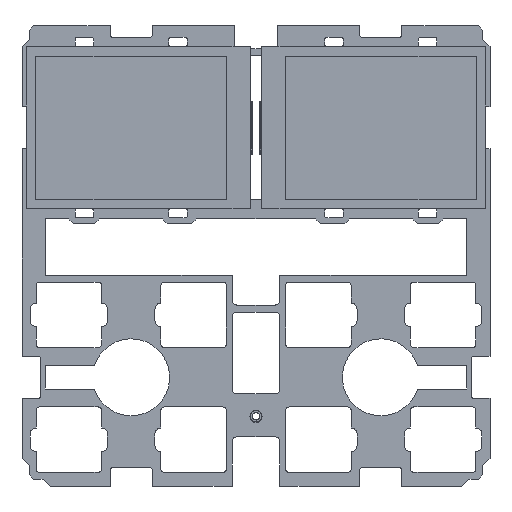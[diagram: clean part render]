
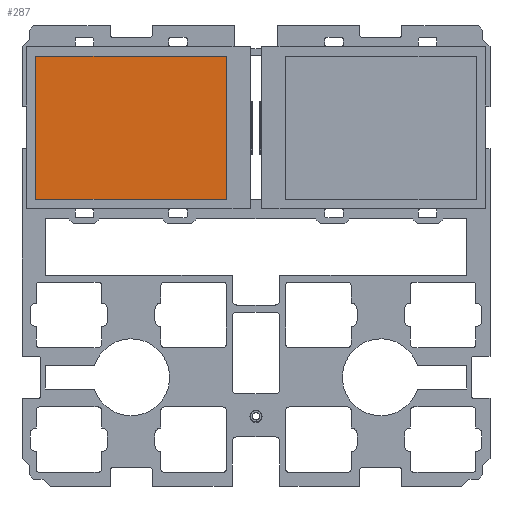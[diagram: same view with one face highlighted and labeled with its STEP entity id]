
A CAD part, top view. The second image highlights one B-rep face of the part: STEP entity #287.
In plain terms, the highlighted planar face has unit normal (0, 0, 1).
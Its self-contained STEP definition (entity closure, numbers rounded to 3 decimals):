
#173 = VERTEX_POINT('',#174);
#174 = CARTESIAN_POINT('',(-20.4,-15.3,1.));
#180 = EDGE_CURVE('',#173,#181,#183,.T.);
#181 = VERTEX_POINT('',#182);
#182 = CARTESIAN_POINT('',(-20.4,15.3,1.));
#183 = LINE('',#184,#185);
#184 = CARTESIAN_POINT('',(-20.4,-15.3,1.));
#185 = VECTOR('',#186,1.);
#186 = DIRECTION('',(0.,1.,0.));
#269 = EDGE_CURVE('',#181,#270,#272,.T.);
#270 = VERTEX_POINT('',#271);
#271 = CARTESIAN_POINT('',(20.4,15.3,1.));
#272 = LINE('',#273,#274);
#273 = CARTESIAN_POINT('',(-20.4,15.3,1.));
#274 = VECTOR('',#275,1.);
#275 = DIRECTION('',(1.,0.,0.));
#287 = ADVANCED_FACE('',(#288),#306,.T.);
#288 = FACE_BOUND('',#289,.F.);
#289 = EDGE_LOOP('',(#290,#291,#292,#300));
#290 = ORIENTED_EDGE('',*,*,#180,.T.);
#291 = ORIENTED_EDGE('',*,*,#269,.T.);
#292 = ORIENTED_EDGE('',*,*,#293,.T.);
#293 = EDGE_CURVE('',#270,#294,#296,.T.);
#294 = VERTEX_POINT('',#295);
#295 = CARTESIAN_POINT('',(20.4,-15.3,1.));
#296 = LINE('',#297,#298);
#297 = CARTESIAN_POINT('',(20.4,15.3,1.));
#298 = VECTOR('',#299,1.);
#299 = DIRECTION('',(0.,-1.,0.));
#300 = ORIENTED_EDGE('',*,*,#301,.T.);
#301 = EDGE_CURVE('',#294,#173,#302,.T.);
#302 = LINE('',#303,#304);
#303 = CARTESIAN_POINT('',(20.4,-15.3,1.));
#304 = VECTOR('',#305,1.);
#305 = DIRECTION('',(-1.,0.,0.));
#306 = PLANE('',#307);
#307 = AXIS2_PLACEMENT_3D('',#308,#309,#310);
#308 = CARTESIAN_POINT('',(0.,0.,1.));
#309 = DIRECTION('',(0.,0.,1.));
#310 = DIRECTION('',(1.,0.,-0.));
